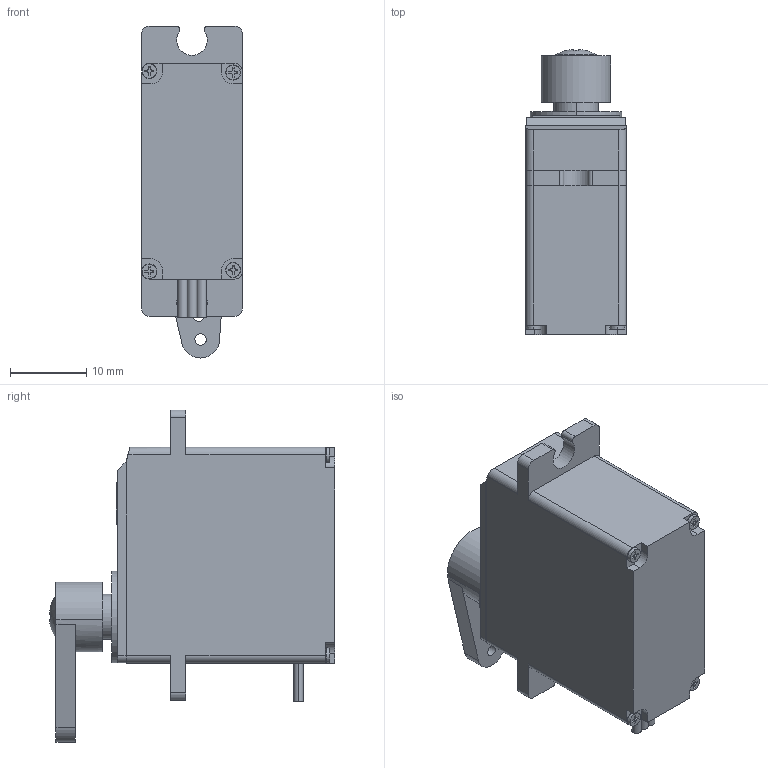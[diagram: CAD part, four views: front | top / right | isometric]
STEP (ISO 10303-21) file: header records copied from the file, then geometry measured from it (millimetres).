
FILE_DESCRIPTION (( 'STEP AP214' ), '1' );
FILE_NAME ('Servo MD31231-700 with arm.STEP', '2024-12-20T13:18:18', ( '' ), ( '' ), 'SwSTEP 2.0', 'SolidWorks 2025', '' );
FILE_SCHEMA (( 'AUTOMOTIVE_DESIGN' ));
Length unit declared in the file: millimetre
Products named in the file (5): GB_CROSS_SCREWS_TYPE135 M1.2X4-N_GB_CROSS_SCREWS_TYPE135 M1.2X4-N; ISO 7045 - M3 x 6 - Z - 6N_ISO 7045 - M3 x 6 - Z - 6N; MD31231-700; Servo MD31231-700 with arm; Servo arm MD31231
Assembly tree (7 placements, depth 2):
  Servo MD31231-700 with arm
    MD31231-700
    Servo arm MD31231
    ISO 7045 - M3 x 6 - Z - 6N_ISO 7045 - M3 x 6 - Z - 6N
    GB_CROSS_SCREWS_TYPE135 M1.2X4-N_GB_CROSS_SCREWS_TYPE135 M1.2X4-N  x4
Bounding box: 13.2 x 37.4 x 43.56 mm (x, y, z)
Volume: 11470.1 mm3; surface area: 4598.4 mm2
Topology: 11 solids, 11 shells, 292 faces, 726 edges, 463 vertices
Faces by surface type: plane 151, cylinder 88, cone 39, torus 12, sphere 2
Entity records: 6344 total; most frequent: DIRECTION 1127, CARTESIAN_POINT 1092, ORIENTED_EDGE 1008, EDGE_CURVE 504, AXIS2_PLACEMENT_3D 420, VERTEX_POINT 325, LINE 287, VECTOR 287
